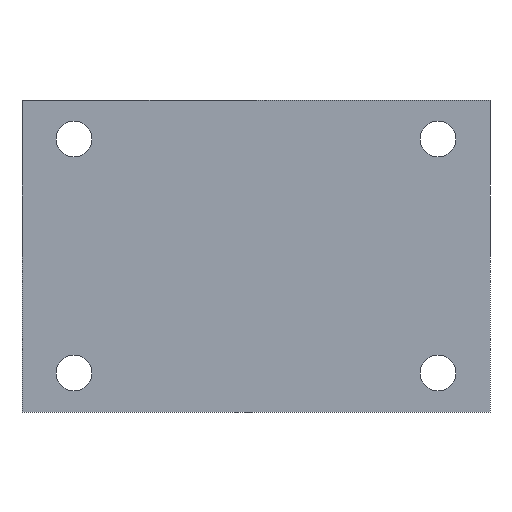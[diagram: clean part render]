
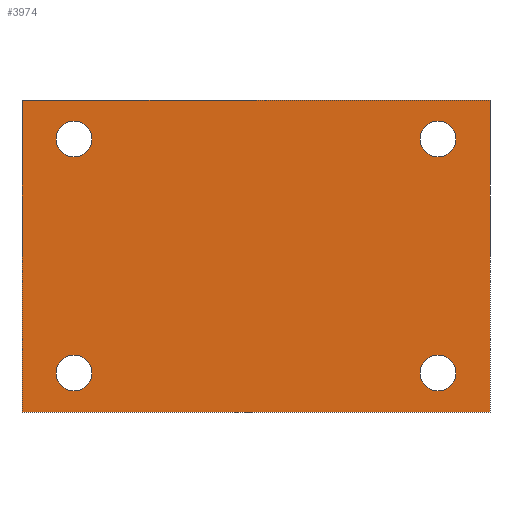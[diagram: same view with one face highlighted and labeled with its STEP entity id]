
A CAD part, front view. The second image highlights one B-rep face of the part: STEP entity #3974.
In plain terms, the highlighted planar face has unit normal (0, -1, 0).
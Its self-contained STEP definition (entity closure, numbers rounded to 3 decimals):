
#162 = EDGE_CURVE ( 'NONE', #2557, #8464, #7574, .T. ) ;
#201 = DIRECTION ( 'NONE',  ( 0., 0., 1. ) ) ;
#299 = VERTEX_POINT ( 'NONE', #2372 ) ;
#477 = AXIS2_PLACEMENT_3D ( 'NONE', #5681, #6568, #9056 ) ;
#542 = DIRECTION ( 'NONE',  ( 0., 0., 1. ) ) ;
#615 = CARTESIAN_POINT ( 'NONE',  ( 177.8, 0., 114.3 ) ) ;
#655 = ORIENTED_EDGE ( 'NONE', *, *, #5855, .T. ) ;
#665 = FACE_BOUND ( 'NONE', #9546, .T. ) ;
#821 = ORIENTED_EDGE ( 'NONE', *, *, #7715, .F. ) ;
#1060 = VERTEX_POINT ( 'NONE', #9726 ) ;
#1149 = AXIS2_PLACEMENT_3D ( 'NONE', #9393, #2575, #3442 ) ;
#1178 = EDGE_CURVE ( 'NONE', #8602, #299, #7659, .T. ) ;
#1205 = CIRCLE ( 'NONE', #8551, 17.55 ) ;
#1234 = ORIENTED_EDGE ( 'NONE', *, *, #3038, .T. ) ;
#1407 = DIRECTION ( 'NONE',  ( 0., 0., 1. ) ) ;
#1488 = VECTOR ( 'NONE', #10092, 1000. ) ;
#1703 = LINE ( 'NONE', #4313, #1488 ) ;
#1949 = ORIENTED_EDGE ( 'NONE', *, *, #1178, .T. ) ;
#2064 = CARTESIAN_POINT ( 'NONE',  ( 228.6, 0., -152.4 ) ) ;
#2372 = CARTESIAN_POINT ( 'NONE',  ( 177.8, 0., 131.85 ) ) ;
#2393 = ORIENTED_EDGE ( 'NONE', *, *, #8594, .T. ) ;
#2464 = CARTESIAN_POINT ( 'NONE',  ( 228.6, 0., -152.4 ) ) ;
#2557 = VERTEX_POINT ( 'NONE', #9178 ) ;
#2575 = DIRECTION ( 'NONE',  ( 0., 1., 0. ) ) ;
#2819 = ORIENTED_EDGE ( 'NONE', *, *, #7691, .T. ) ;
#2867 = VECTOR ( 'NONE', #10567, 1000. ) ;
#2885 = CIRCLE ( 'NONE', #9026, 17.55 ) ;
#3030 = VERTEX_POINT ( 'NONE', #2464 ) ;
#3038 = EDGE_CURVE ( 'NONE', #6554, #5929, #3069, .T. ) ;
#3069 = CIRCLE ( 'NONE', #1149, 17.55 ) ;
#3071 = VERTEX_POINT ( 'NONE', #4314 ) ;
#3095 = CARTESIAN_POINT ( 'NONE',  ( -177.8, 0., -131.85 ) ) ;
#3120 = CARTESIAN_POINT ( 'NONE',  ( 0., 0., 0. ) ) ;
#3123 = VERTEX_POINT ( 'NONE', #8837 ) ;
#3144 = CARTESIAN_POINT ( 'NONE',  ( -177.8, 0., 114.3 ) ) ;
#3217 = FACE_BOUND ( 'NONE', #5863, .T. ) ;
#3292 = ORIENTED_EDGE ( 'NONE', *, *, #7769, .F. ) ;
#3442 = DIRECTION ( 'NONE',  ( 0., 0., 1. ) ) ;
#3634 = CARTESIAN_POINT ( 'NONE',  ( 177.8, 0., -114.3 ) ) ;
#3676 = EDGE_CURVE ( 'NONE', #3123, #1060, #4288, .T. ) ;
#3880 = CARTESIAN_POINT ( 'NONE',  ( -177.8, 0., -96.75 ) ) ;
#3974 = ADVANCED_FACE ( 'NONE', ( #8181, #3217, #4749, #665, #8077 ), #8282, .F. ) ;
#4074 = EDGE_CURVE ( 'NONE', #5929, #6554, #4988, .T. ) ;
#4126 = VERTEX_POINT ( 'NONE', #7507 ) ;
#4288 = CIRCLE ( 'NONE', #5356, 17.55 ) ;
#4313 = CARTESIAN_POINT ( 'NONE',  ( -228.6, 0., 152.4 ) ) ;
#4314 = CARTESIAN_POINT ( 'NONE',  ( 228.6, 0., 152.4 ) ) ;
#4348 = DIRECTION ( 'NONE',  ( 0., 1., 0. ) ) ;
#4518 = CARTESIAN_POINT ( 'NONE',  ( 177.8, 0., 114.3 ) ) ;
#4582 = DIRECTION ( 'NONE',  ( 0., 1., 0. ) ) ;
#4724 = LINE ( 'NONE', #2064, #2867 ) ;
#4749 = FACE_BOUND ( 'NONE', #7618, .T. ) ;
#4751 = CARTESIAN_POINT ( 'NONE',  ( 177.8, 0., -131.85 ) ) ;
#4904 = EDGE_LOOP ( 'NONE', ( #3292, #8311, #821, #9119 ) ) ;
#4988 = CIRCLE ( 'NONE', #477, 17.55 ) ;
#5272 = DIRECTION ( 'NONE',  ( 0., 0., 1. ) ) ;
#5356 = AXIS2_PLACEMENT_3D ( 'NONE', #3144, #6495, #9851 ) ;
#5587 = DIRECTION ( 'NONE',  ( 0., 0., 1. ) ) ;
#5621 = CARTESIAN_POINT ( 'NONE',  ( -228.6, 0., -152.4 ) ) ;
#5681 = CARTESIAN_POINT ( 'NONE',  ( -177.8, 0., -114.3 ) ) ;
#5823 = CARTESIAN_POINT ( 'NONE',  ( -228.6, 0., -152.4 ) ) ;
#5855 = EDGE_CURVE ( 'NONE', #8464, #2557, #1205, .T. ) ;
#5863 = EDGE_LOOP ( 'NONE', ( #8768, #1234 ) ) ;
#5885 = EDGE_LOOP ( 'NONE', ( #655, #7345 ) ) ;
#5929 = VERTEX_POINT ( 'NONE', #3095 ) ;
#6172 = AXIS2_PLACEMENT_3D ( 'NONE', #3634, #10351, #5272 ) ;
#6187 = LINE ( 'NONE', #5823, #8782 ) ;
#6421 = DIRECTION ( 'NONE',  ( 0., 1., 0. ) ) ;
#6467 = DIRECTION ( 'NONE',  ( -1., 0., 0. ) ) ;
#6495 = DIRECTION ( 'NONE',  ( 0., 1., 0. ) ) ;
#6546 = CARTESIAN_POINT ( 'NONE',  ( 177.8, 0., -114.3 ) ) ;
#6554 = VERTEX_POINT ( 'NONE', #3880 ) ;
#6568 = DIRECTION ( 'NONE',  ( 0., 1., 0. ) ) ;
#7345 = ORIENTED_EDGE ( 'NONE', *, *, #162, .T. ) ;
#7383 = DIRECTION ( 'NONE',  ( 0., 1., 0. ) ) ;
#7507 = CARTESIAN_POINT ( 'NONE',  ( -228.6, 0., -152.4 ) ) ;
#7574 = CIRCLE ( 'NONE', #6172, 17.55 ) ;
#7594 = CIRCLE ( 'NONE', #9176, 17.55 ) ;
#7618 = EDGE_LOOP ( 'NONE', ( #2819, #8482 ) ) ;
#7659 = CIRCLE ( 'NONE', #10301, 17.55 ) ;
#7663 = CARTESIAN_POINT ( 'NONE',  ( -228.6, 0., 152.4 ) ) ;
#7691 = EDGE_CURVE ( 'NONE', #1060, #3123, #7594, .T. ) ;
#7715 = EDGE_CURVE ( 'NONE', #4126, #8941, #9761, .T. ) ;
#7769 = EDGE_CURVE ( 'NONE', #3071, #3030, #4724, .T. ) ;
#7901 = DIRECTION ( 'NONE',  ( 0., 0., 1. ) ) ;
#8077 = FACE_BOUND ( 'NONE', #5885, .T. ) ;
#8181 = FACE_OUTER_BOUND ( 'NONE', #4904, .T. ) ;
#8282 = PLANE ( 'NONE',  #9230 ) ;
#8311 = ORIENTED_EDGE ( 'NONE', *, *, #8736, .F. ) ;
#8464 = VERTEX_POINT ( 'NONE', #4751 ) ;
#8482 = ORIENTED_EDGE ( 'NONE', *, *, #3676, .T. ) ;
#8551 = AXIS2_PLACEMENT_3D ( 'NONE', #6546, #7383, #1407 ) ;
#8594 = EDGE_CURVE ( 'NONE', #299, #8602, #2885, .T. ) ;
#8602 = VERTEX_POINT ( 'NONE', #8645 ) ;
#8645 = CARTESIAN_POINT ( 'NONE',  ( 177.8, 0., 96.75 ) ) ;
#8653 = VECTOR ( 'NONE', #7901, 1000. ) ;
#8736 = EDGE_CURVE ( 'NONE', #8941, #3071, #1703, .T. ) ;
#8768 = ORIENTED_EDGE ( 'NONE', *, *, #4074, .T. ) ;
#8782 = VECTOR ( 'NONE', #6467, 1000. ) ;
#8837 = CARTESIAN_POINT ( 'NONE',  ( -177.8, 0., 131.85 ) ) ;
#8941 = VERTEX_POINT ( 'NONE', #7663 ) ;
#9026 = AXIS2_PLACEMENT_3D ( 'NONE', #4518, #4348, #201 ) ;
#9056 = DIRECTION ( 'NONE',  ( 0., 0., 1. ) ) ;
#9111 = DIRECTION ( 'NONE',  ( 0., 0., 1. ) ) ;
#9119 = ORIENTED_EDGE ( 'NONE', *, *, #10763, .F. ) ;
#9176 = AXIS2_PLACEMENT_3D ( 'NONE', #10579, #4582, #542 ) ;
#9178 = CARTESIAN_POINT ( 'NONE',  ( 177.8, 0., -96.75 ) ) ;
#9230 = AXIS2_PLACEMENT_3D ( 'NONE', #3120, #10751, #9111 ) ;
#9393 = CARTESIAN_POINT ( 'NONE',  ( -177.8, 0., -114.3 ) ) ;
#9546 = EDGE_LOOP ( 'NONE', ( #1949, #2393 ) ) ;
#9726 = CARTESIAN_POINT ( 'NONE',  ( -177.8, 0., 96.75 ) ) ;
#9761 = LINE ( 'NONE', #5621, #8653 ) ;
#9851 = DIRECTION ( 'NONE',  ( 0., 0., 1. ) ) ;
#10092 = DIRECTION ( 'NONE',  ( 1., 0., 0. ) ) ;
#10301 = AXIS2_PLACEMENT_3D ( 'NONE', #615, #6421, #5587 ) ;
#10351 = DIRECTION ( 'NONE',  ( 0., 1., 0. ) ) ;
#10567 = DIRECTION ( 'NONE',  ( 0., 0., -1. ) ) ;
#10579 = CARTESIAN_POINT ( 'NONE',  ( -177.8, 0., 114.3 ) ) ;
#10751 = DIRECTION ( 'NONE',  ( 0., 1., 0. ) ) ;
#10763 = EDGE_CURVE ( 'NONE', #3030, #4126, #6187, .T. ) ;
